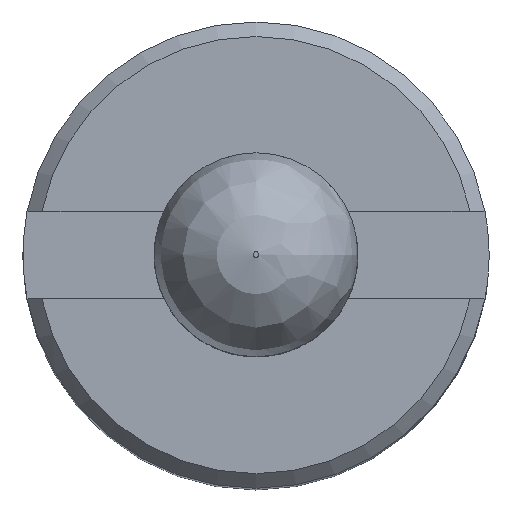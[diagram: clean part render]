
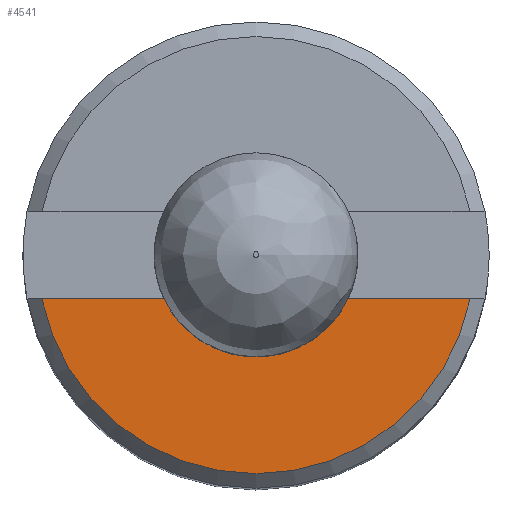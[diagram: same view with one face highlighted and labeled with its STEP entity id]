
A CAD part, top view. The second image highlights one B-rep face of the part: STEP entity #4541.
In plain terms, the highlighted face is planar.
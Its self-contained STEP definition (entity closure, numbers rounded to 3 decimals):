
#261=PLANE('',#4820);
#494=FACE_OUTER_BOUND('',#757,.T.);
#757=EDGE_LOOP('',(#3989,#3990,#3991,#3992));
#1107=CIRCLE('',#4821,7.5);
#1108=CIRCLE('',#4822,3.5);
#1388=LINE('',#10695,#1679);
#1394=LINE('',#10715,#1685);
#1679=VECTOR('',#5501,10.);
#1685=VECTOR('',#5509,10.);
#2095=VERTEX_POINT('',#10691);
#2097=VERTEX_POINT('',#10694);
#2101=VERTEX_POINT('',#10705);
#2104=VERTEX_POINT('',#10711);
#2720=EDGE_CURVE('',#2097,#2095,#1388,.T.);
#2728=EDGE_CURVE('',#2101,#2104,#1394,.T.);
#2751=EDGE_CURVE('',#2104,#2097,#1107,.T.);
#2752=EDGE_CURVE('',#2101,#2095,#1108,.T.);
#3989=ORIENTED_EDGE('',*,*,#2728,.T.);
#3990=ORIENTED_EDGE('',*,*,#2751,.T.);
#3991=ORIENTED_EDGE('',*,*,#2720,.T.);
#3992=ORIENTED_EDGE('',*,*,#2752,.F.);
#4541=ADVANCED_FACE('',(#494),#261,.T.);
#4820=AXIS2_PLACEMENT_3D('',#10761,#5553,#5554);
#4821=AXIS2_PLACEMENT_3D('',#10762,#5555,#5556);
#4822=AXIS2_PLACEMENT_3D('',#10763,#5557,#5558);
#5501=DIRECTION('',(0.,1.,0.));
#5509=DIRECTION('',(0.,1.,0.));
#5553=DIRECTION('center_axis',(1.,0.,0.));
#5554=DIRECTION('ref_axis',(0.,0.,-1.));
#5555=DIRECTION('center_axis',(1.,0.,0.));
#5556=DIRECTION('ref_axis',(0.,1.,0.));
#5557=DIRECTION('center_axis',(1.,0.,0.));
#5558=DIRECTION('ref_axis',(0.,1.,0.));
#10691=CARTESIAN_POINT('',(60.,-3.162,1.5));
#10694=CARTESIAN_POINT('',(60.,-7.348,1.5));
#10695=CARTESIAN_POINT('',(60.,6.923,1.5));
#10705=CARTESIAN_POINT('',(60.,3.162,1.5));
#10711=CARTESIAN_POINT('',(60.,7.348,1.5));
#10715=CARTESIAN_POINT('',(60.,6.923,1.5));
#10761=CARTESIAN_POINT('Origin',(60.,5.5,0.));
#10762=CARTESIAN_POINT('Origin',(60.,0.,0.));
#10763=CARTESIAN_POINT('Origin',(60.,0.,0.));
